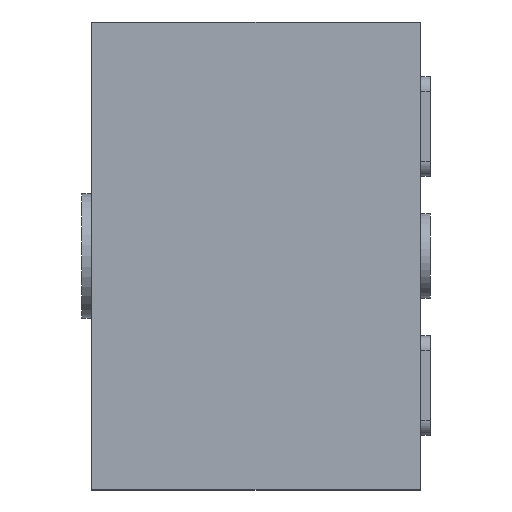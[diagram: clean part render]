
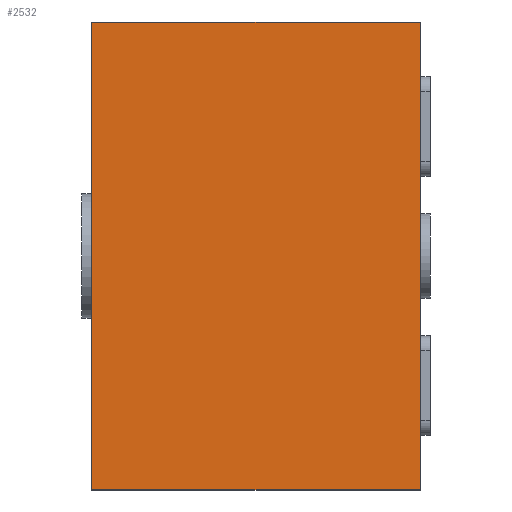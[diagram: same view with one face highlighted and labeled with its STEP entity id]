
A CAD part, left-side view. The second image highlights one B-rep face of the part: STEP entity #2532.
In plain terms, the highlighted planar face has unit normal (-1, 0, 0).
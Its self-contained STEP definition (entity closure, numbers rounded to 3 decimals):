
#2 = ORIENTED_EDGE ( 'NONE', *, *, #1317, .T. ) ;
#57 = EDGE_LOOP ( 'NONE', ( #1397, #2001, #215, #2 ) ) ;
#127 = CARTESIAN_POINT ( 'NONE',  ( -0.844, 0.33, -0.469 ) ) ;
#128 = CARTESIAN_POINT ( 'NONE',  ( -0.844, 0.33, 0.47 ) ) ;
#210 = CARTESIAN_POINT ( 'NONE',  ( -0.844, -0.33, 0.47 ) ) ;
#215 = ORIENTED_EDGE ( 'NONE', *, *, #462, .F. ) ;
#223 = DIRECTION ( 'NONE',  ( 0., 0., 1. ) ) ;
#236 = EDGE_CURVE ( 'NONE', #1451, #1219, #2140, .T. ) ;
#301 = FACE_OUTER_BOUND ( 'NONE', #57, .T. ) ;
#366 = VERTEX_POINT ( 'NONE', #1723 ) ;
#462 = EDGE_CURVE ( 'NONE', #905, #1451, #1748, .T. ) ;
#485 = DIRECTION ( 'NONE',  ( 1., 0., 0. ) ) ;
#602 = CARTESIAN_POINT ( 'NONE',  ( -0.844, 0.33, 0.47 ) ) ;
#900 = VECTOR ( 'NONE', #1007, 1000. ) ;
#901 = PLANE ( 'NONE',  #1061 ) ;
#905 = VERTEX_POINT ( 'NONE', #1018 ) ;
#914 = EDGE_CURVE ( 'NONE', #366, #1219, #1196, .T. ) ;
#1007 = DIRECTION ( 'NONE',  ( 0., -1., 0. ) ) ;
#1018 = CARTESIAN_POINT ( 'NONE',  ( -0.844, 0.33, -0.469 ) ) ;
#1061 = AXIS2_PLACEMENT_3D ( 'NONE', #1484, #485, #1081 ) ;
#1081 = DIRECTION ( 'NONE',  ( 0., 0., -1. ) ) ;
#1196 = LINE ( 'NONE', #210, #1802 ) ;
#1219 = VERTEX_POINT ( 'NONE', #2497 ) ;
#1317 = EDGE_CURVE ( 'NONE', #905, #366, #1902, .T. ) ;
#1397 = ORIENTED_EDGE ( 'NONE', *, *, #914, .T. ) ;
#1451 = VERTEX_POINT ( 'NONE', #2352 ) ;
#1484 = CARTESIAN_POINT ( 'NONE',  ( -0.844, 0.33, 0.47 ) ) ;
#1723 = CARTESIAN_POINT ( 'NONE',  ( -0.844, -0.33, -0.469 ) ) ;
#1748 = LINE ( 'NONE', #602, #2445 ) ;
#1802 = VECTOR ( 'NONE', #223, 1000. ) ;
#1902 = LINE ( 'NONE', #127, #900 ) ;
#2001 = ORIENTED_EDGE ( 'NONE', *, *, #236, .F. ) ;
#2100 = DIRECTION ( 'NONE',  ( 0., -1., 0. ) ) ;
#2140 = LINE ( 'NONE', #128, #2206 ) ;
#2206 = VECTOR ( 'NONE', #2100, 1000. ) ;
#2352 = CARTESIAN_POINT ( 'NONE',  ( -0.844, 0.33, 0.47 ) ) ;
#2445 = VECTOR ( 'NONE', #2541, 1000. ) ;
#2497 = CARTESIAN_POINT ( 'NONE',  ( -0.844, -0.33, 0.47 ) ) ;
#2532 = ADVANCED_FACE ( 'NONE', ( #301 ), #901, .F. ) ;
#2541 = DIRECTION ( 'NONE',  ( 0., 0., 1. ) ) ;
